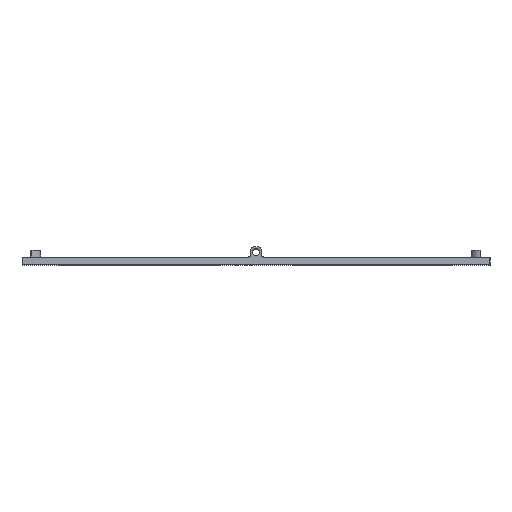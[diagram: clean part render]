
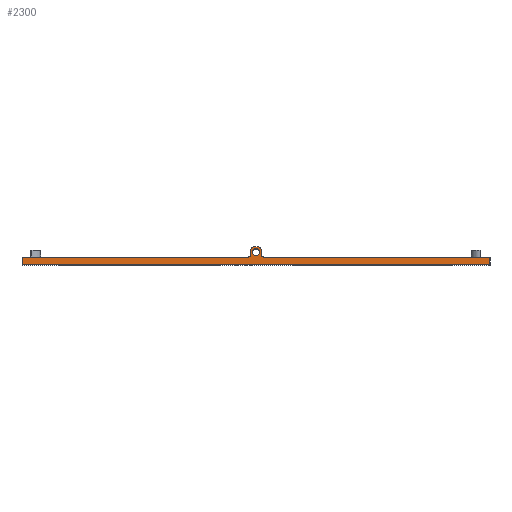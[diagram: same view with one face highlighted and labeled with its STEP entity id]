
A CAD part, top view. The second image highlights one B-rep face of the part: STEP entity #2300.
In plain terms, the highlighted planar face has unit normal (0, 0, 1).
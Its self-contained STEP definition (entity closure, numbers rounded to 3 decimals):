
#5 = CARTESIAN_POINT ( 'NONE',  ( 30.912, 12., 186.999 ) ) ;
#60 = ORIENTED_EDGE ( 'NONE', *, *, #3318, .T. ) ;
#61 = EDGE_CURVE ( 'NONE', #1335, #2359, #3061, .T. ) ;
#66 = DIRECTION ( 'NONE',  ( -1., 0., 0. ) ) ;
#70 = LINE ( 'NONE', #2132, #518 ) ;
#77 = VECTOR ( 'NONE', #992, 1000. ) ;
#95 = DIRECTION ( 'NONE',  ( -1., 0., 0. ) ) ;
#133 = DIRECTION ( 'NONE',  ( 0., 0., 1. ) ) ;
#136 = CARTESIAN_POINT ( 'NONE',  ( 24.912, 8.5, 186.999 ) ) ;
#210 = EDGE_CURVE ( 'NONE', #739, #1326, #532, .T. ) ;
#284 = LINE ( 'NONE', #5, #3334 ) ;
#288 = CARTESIAN_POINT ( 'NONE',  ( 32.912, 5., 186.999 ) ) ;
#303 = CARTESIAN_POINT ( 'NONE',  ( 23.912, 10., 186.999 ) ) ;
#322 = DIRECTION ( 'NONE',  ( 0., 0., 1. ) ) ;
#339 = ORIENTED_EDGE ( 'NONE', *, *, #903, .T. ) ;
#343 = VERTEX_POINT ( 'NONE', #136 ) ;
#415 = VERTEX_POINT ( 'NONE', #2685 ) ;
#430 = AXIS2_PLACEMENT_3D ( 'NONE', #2399, #1113, #66 ) ;
#443 = DIRECTION ( 'NONE',  ( 0., 0., -1. ) ) ;
#468 = CIRCLE ( 'NONE', #1506, 2. ) ;
#471 = LINE ( 'NONE', #715, #77 ) ;
#475 = DIRECTION ( 'NONE',  ( -1., 0., 0. ) ) ;
#518 = VECTOR ( 'NONE', #2933, 1000. ) ;
#522 = CARTESIAN_POINT ( 'NONE',  ( -132.588, 5., 186.999 ) ) ;
#532 = CIRCLE ( 'NONE', #1727, 2. ) ;
#549 = CARTESIAN_POINT ( 'NONE',  ( 25.912, 12., 186.999 ) ) ;
#589 = CIRCLE ( 'NONE', #430, 2. ) ;
#631 = ORIENTED_EDGE ( 'NONE', *, *, #210, .T. ) ;
#653 = LINE ( 'NONE', #1208, #3326 ) ;
#715 = CARTESIAN_POINT ( 'NONE',  ( -132.588, 0., 186.999 ) ) ;
#730 = DIRECTION ( 'NONE',  ( 0., -1., 0. ) ) ;
#739 = VERTEX_POINT ( 'NONE', #549 ) ;
#765 = AXIS2_PLACEMENT_3D ( 'NONE', #2652, #322, #95 ) ;
#794 = CIRCLE ( 'NONE', #1925, 2. ) ;
#903 = EDGE_CURVE ( 'NONE', #1215, #1429, #589, .T. ) ;
#910 = CARTESIAN_POINT ( 'NONE',  ( 27.412, 8.5, 186.999 ) ) ;
#918 = ORIENTED_EDGE ( 'NONE', *, *, #61, .F. ) ;
#934 = ORIENTED_EDGE ( 'NONE', *, *, #3078, .F. ) ;
#976 = LINE ( 'NONE', #2003, #2741 ) ;
#983 = ORIENTED_EDGE ( 'NONE', *, *, #2130, .T. ) ;
#992 = DIRECTION ( 'NONE',  ( 1., 0., 0. ) ) ;
#1001 = CARTESIAN_POINT ( 'NONE',  ( 30.912, 10., 186.999 ) ) ;
#1003 = ORIENTED_EDGE ( 'NONE', *, *, #1287, .F. ) ;
#1015 = AXIS2_PLACEMENT_3D ( 'NONE', #522, #1761, #2310 ) ;
#1042 = VERTEX_POINT ( 'NONE', #2739 ) ;
#1054 = EDGE_LOOP ( 'NONE', ( #1003, #1708 ) ) ;
#1113 = DIRECTION ( 'NONE',  ( 0., 0., 1. ) ) ;
#1208 = CARTESIAN_POINT ( 'NONE',  ( 23.912, 12., 186.999 ) ) ;
#1215 = VERTEX_POINT ( 'NONE', #1001 ) ;
#1218 = VERTEX_POINT ( 'NONE', #2039 ) ;
#1276 = CARTESIAN_POINT ( 'NONE',  ( -132.588, 5., 186.999 ) ) ;
#1287 = EDGE_CURVE ( 'NONE', #343, #2759, #3146, .T. ) ;
#1310 = AXIS2_PLACEMENT_3D ( 'NONE', #910, #133, #2995 ) ;
#1326 = VERTEX_POINT ( 'NONE', #303 ) ;
#1335 = VERTEX_POINT ( 'NONE', #288 ) ;
#1416 = EDGE_CURVE ( 'NONE', #2759, #343, #1686, .T. ) ;
#1429 = VERTEX_POINT ( 'NONE', #2004 ) ;
#1431 = CARTESIAN_POINT ( 'NONE',  ( 30.912, 7., 186.999 ) ) ;
#1462 = CARTESIAN_POINT ( 'NONE',  ( 21.912, 7., 186.999 ) ) ;
#1506 = AXIS2_PLACEMENT_3D ( 'NONE', #1888, #3208, #2161 ) ;
#1529 = VERTEX_POINT ( 'NONE', #1431 ) ;
#1531 = CARTESIAN_POINT ( 'NONE',  ( 23.912, 7., 186.999 ) ) ;
#1541 = ORIENTED_EDGE ( 'NONE', *, *, #2295, .T. ) ;
#1547 = CARTESIAN_POINT ( 'NONE',  ( 29.912, 8.5, 186.999 ) ) ;
#1602 = EDGE_LOOP ( 'NONE', ( #2736, #631, #60, #3160, #934, #1541, #3155, #3218, #918, #1753, #983, #339 ) ) ;
#1631 = CARTESIAN_POINT ( 'NONE',  ( -132.588, 5., 186.999 ) ) ;
#1686 = CIRCLE ( 'NONE', #1310, 2.5 ) ;
#1708 = ORIENTED_EDGE ( 'NONE', *, *, #1416, .F. ) ;
#1727 = AXIS2_PLACEMENT_3D ( 'NONE', #2606, #2060, #2842 ) ;
#1749 = VERTEX_POINT ( 'NONE', #1631 ) ;
#1753 = ORIENTED_EDGE ( 'NONE', *, *, #3245, .T. ) ;
#1761 = DIRECTION ( 'NONE',  ( 0., 0., -1. ) ) ;
#1769 = DIRECTION ( 'NONE',  ( 1., 0., 0. ) ) ;
#1810 = FACE_BOUND ( 'NONE', #1054, .T. ) ;
#1888 = CARTESIAN_POINT ( 'NONE',  ( 32.912, 7., 186.999 ) ) ;
#1894 = DIRECTION ( 'NONE',  ( 0., 1., 0. ) ) ;
#1925 = AXIS2_PLACEMENT_3D ( 'NONE', #1462, #443, #3320 ) ;
#2003 = CARTESIAN_POINT ( 'NONE',  ( 30.912, 12., 186.999 ) ) ;
#2004 = CARTESIAN_POINT ( 'NONE',  ( 28.912, 12., 186.999 ) ) ;
#2039 = CARTESIAN_POINT ( 'NONE',  ( 187.412, 0., 186.999 ) ) ;
#2052 = FACE_OUTER_BOUND ( 'NONE', #1602, .T. ) ;
#2060 = DIRECTION ( 'NONE',  ( 0., 0., 1. ) ) ;
#2130 = EDGE_CURVE ( 'NONE', #1529, #1215, #284, .T. ) ;
#2132 = CARTESIAN_POINT ( 'NONE',  ( 187.412, 5., 186.999 ) ) ;
#2161 = DIRECTION ( 'NONE',  ( -1., 0., 0. ) ) ;
#2262 = VECTOR ( 'NONE', #2874, 1000. ) ;
#2295 = EDGE_CURVE ( 'NONE', #1749, #1042, #2851, .T. ) ;
#2300 = ADVANCED_FACE ( 'NONE', ( #1810, #2052 ), #2529, .F. ) ;
#2310 = DIRECTION ( 'NONE',  ( -1., 0., 0. ) ) ;
#2321 = EDGE_CURVE ( 'NONE', #1429, #739, #976, .T. ) ;
#2335 = LINE ( 'NONE', #2843, #2262 ) ;
#2359 = VERTEX_POINT ( 'NONE', #3322 ) ;
#2399 = CARTESIAN_POINT ( 'NONE',  ( 28.912, 10., 186.999 ) ) ;
#2411 = VECTOR ( 'NONE', #730, 1000. ) ;
#2529 = PLANE ( 'NONE',  #1015 ) ;
#2558 = EDGE_CURVE ( 'NONE', #2586, #415, #794, .T. ) ;
#2586 = VERTEX_POINT ( 'NONE', #1531 ) ;
#2589 = EDGE_CURVE ( 'NONE', #1042, #1218, #471, .T. ) ;
#2606 = CARTESIAN_POINT ( 'NONE',  ( 25.912, 10., 186.999 ) ) ;
#2652 = CARTESIAN_POINT ( 'NONE',  ( 27.412, 8.5, 186.999 ) ) ;
#2685 = CARTESIAN_POINT ( 'NONE',  ( 21.912, 5., 186.999 ) ) ;
#2736 = ORIENTED_EDGE ( 'NONE', *, *, #2321, .T. ) ;
#2739 = CARTESIAN_POINT ( 'NONE',  ( -132.588, 0., 186.999 ) ) ;
#2741 = VECTOR ( 'NONE', #475, 1000. ) ;
#2759 = VERTEX_POINT ( 'NONE', #1547 ) ;
#2822 = EDGE_CURVE ( 'NONE', #2359, #1218, #70, .T. ) ;
#2842 = DIRECTION ( 'NONE',  ( -1., 0., 0. ) ) ;
#2843 = CARTESIAN_POINT ( 'NONE',  ( -132.588, 5., 186.999 ) ) ;
#2851 = LINE ( 'NONE', #1276, #2411 ) ;
#2874 = DIRECTION ( 'NONE',  ( 1., 0., 0. ) ) ;
#2933 = DIRECTION ( 'NONE',  ( 0., -1., 0. ) ) ;
#2995 = DIRECTION ( 'NONE',  ( -1., 0., 0. ) ) ;
#2999 = DIRECTION ( 'NONE',  ( 0., -1., 0. ) ) ;
#3061 = LINE ( 'NONE', #3331, #3079 ) ;
#3078 = EDGE_CURVE ( 'NONE', #1749, #415, #2335, .T. ) ;
#3079 = VECTOR ( 'NONE', #1769, 1000. ) ;
#3146 = CIRCLE ( 'NONE', #765, 2.5 ) ;
#3155 = ORIENTED_EDGE ( 'NONE', *, *, #2589, .T. ) ;
#3160 = ORIENTED_EDGE ( 'NONE', *, *, #2558, .T. ) ;
#3208 = DIRECTION ( 'NONE',  ( 0., 0., -1. ) ) ;
#3218 = ORIENTED_EDGE ( 'NONE', *, *, #2822, .F. ) ;
#3245 = EDGE_CURVE ( 'NONE', #1335, #1529, #468, .T. ) ;
#3318 = EDGE_CURVE ( 'NONE', #1326, #2586, #653, .T. ) ;
#3320 = DIRECTION ( 'NONE',  ( -1., 0., 0. ) ) ;
#3322 = CARTESIAN_POINT ( 'NONE',  ( 187.412, 5., 186.999 ) ) ;
#3326 = VECTOR ( 'NONE', #2999, 1000. ) ;
#3331 = CARTESIAN_POINT ( 'NONE',  ( -132.588, 5., 186.999 ) ) ;
#3334 = VECTOR ( 'NONE', #1894, 1000. ) ;
